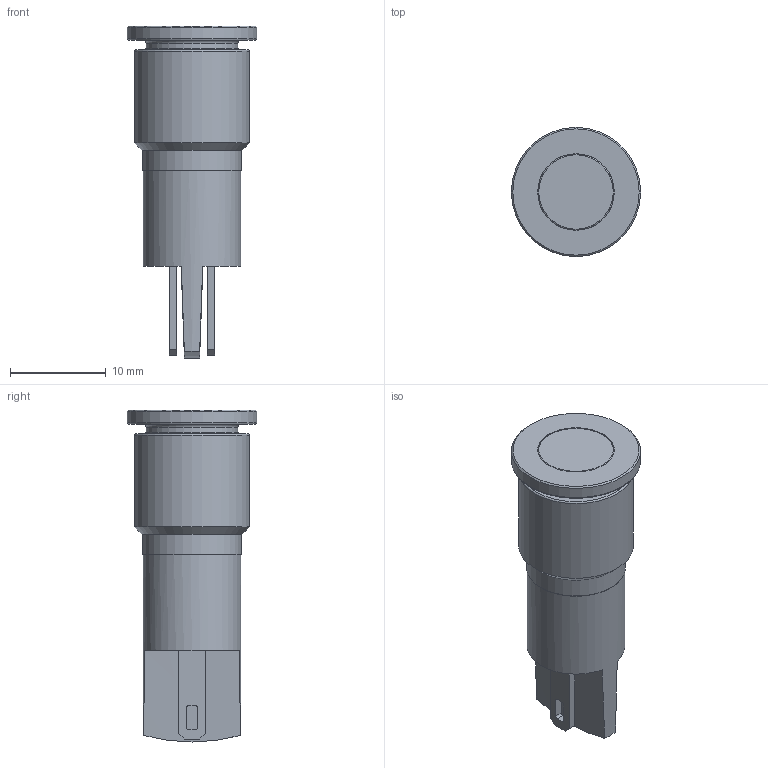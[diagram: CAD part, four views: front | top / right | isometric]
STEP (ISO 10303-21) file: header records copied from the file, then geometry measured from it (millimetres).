
FILE_DESCRIPTION((' '),'2;1');
FILE_NAME('PVL12FLxxx.stp','2017-08-02T14:42:24',(' '),(' '),' ','ACIS',' ');
FILE_SCHEMA(('CONFIG_CONTROL_DESIGN'));
Length unit declared in the file: inch
Products named in the file (1): PVL12FLxxx.stp
Bounding box: 13.5 x 13.5 x 34.7 mm (x, y, z)
Volume: 2674.3 mm3; surface area: 1583.1 mm2
Topology: 1 solids, 1 shells, 56 faces, 134 edges, 88 vertices
Faces by surface type: plane 31, cylinder 16, torus 5, cone 2, bspline 2
Full cylindrical faces by diameter (mm): 7.98 x1, 8 x1, 9.6 x1, 10.2 x1, 10.3 x1, 12 x1, 13.5 x1
Entity records: 1689 total; most frequent: CARTESIAN_POINT 303, DIRECTION 270, ORIENTED_EDGE 236, EDGE_CURVE 118, AXIS2_PLACEMENT_3D 101, VERTEX_POINT 86, EDGE_LOOP 82, VECTOR 68
